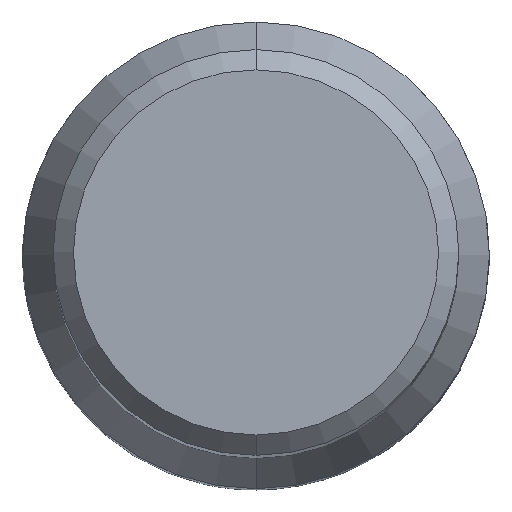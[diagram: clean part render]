
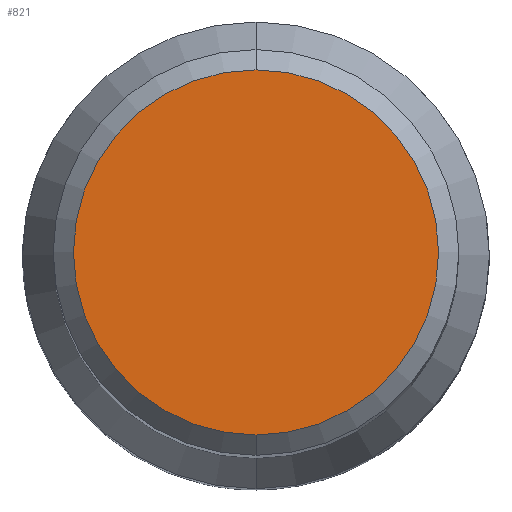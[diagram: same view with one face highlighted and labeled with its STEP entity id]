
A CAD part, top view. The second image highlights one B-rep face of the part: STEP entity #821.
In plain terms, the highlighted planar face has unit normal (0, 0, 1).
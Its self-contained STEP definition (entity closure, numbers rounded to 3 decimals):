
#451=VERTEX_POINT('',#1077);
#503=VERTEX_POINT('',#1133);
#631=EDGE_CURVE('',#451,#503,#1277,.T.);
#819=EDGE_CURVE('',#503,#451,#1480,.T.);
#821=ADVANCED_FACE('',(#1482),#1483,.T.);
#1077=CARTESIAN_POINT('',(0.,-9.0,0.0));
#1133=CARTESIAN_POINT('',(0.0,9.0,0.0));
#1277=CIRCLE('',#2399,9.0);
#1480=CIRCLE('',#2733,9.0);
#1482=FACE_OUTER_BOUND('',#2735,.T.);
#1483=PLANE('',#2736);
#2399=AXIS2_PLACEMENT_3D('',#3294,#3295,#3296);
#2733=AXIS2_PLACEMENT_3D('',#3523,#3524,#3525);
#2735=EDGE_LOOP('',(#3527,#3528));
#2736=AXIS2_PLACEMENT_3D('',#3529,#3530,#3531);
#3294=CARTESIAN_POINT('',(0.0,0.0,0.0));
#3295=DIRECTION('',(0.0,0.0,-1.0));
#3296=DIRECTION('',(0.0,1.0,0.0));
#3523=CARTESIAN_POINT('',(0.0,0.0,0.0));
#3524=DIRECTION('',(0.0,0.0,-1.0));
#3525=DIRECTION('',(0.0,1.0,0.0));
#3527=ORIENTED_EDGE('',*,*,#819,.F.);
#3528=ORIENTED_EDGE('',*,*,#631,.F.);
#3529=CARTESIAN_POINT('',(0.0,4.5,0.0));
#3530=DIRECTION('',(-0.0,0.0,1.0));
#3531=DIRECTION('',(0.0,-1.0,0.0));
